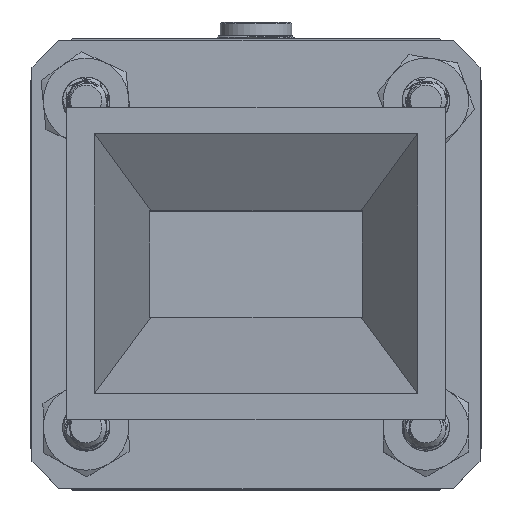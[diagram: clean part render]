
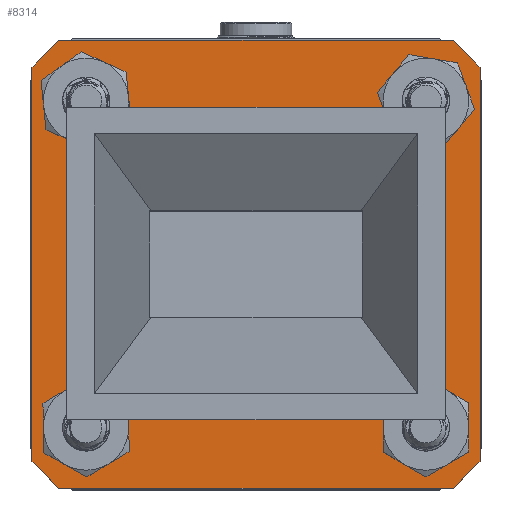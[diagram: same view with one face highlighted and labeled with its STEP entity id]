
A CAD part, top view. The second image highlights one B-rep face of the part: STEP entity #8314.
In plain terms, the highlighted planar face has unit normal (0, 0, 1).
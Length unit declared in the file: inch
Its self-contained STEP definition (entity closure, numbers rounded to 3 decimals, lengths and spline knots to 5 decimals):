
#40 = DIRECTION ( 'NONE',  ( 1., 0., 0. ) ) ;
#61 = ORIENTED_EDGE ( 'NONE', *, *, #22825, .T. ) ;
#291 = DIRECTION ( 'NONE',  ( 1., 0., 0. ) ) ;
#584 = CARTESIAN_POINT ( 'NONE',  ( -0.61615, -0.61615, 1.74409 ) ) ;
#708 = LINE ( 'NONE', #18261, #1911 ) ;
#1351 = EDGE_LOOP ( 'NONE', ( #10873, #2986, #1709, #1750 ) ) ;
#1464 = EDGE_CURVE ( 'NONE', #10530, #2027, #6166, .T. ) ;
#1484 = CARTESIAN_POINT ( 'NONE',  ( 0.65552, 0.57675, 1.74409 ) ) ;
#1604 = CARTESIAN_POINT ( 'NONE',  ( -0.25393, 0.40943, 1.74409 ) ) ;
#1644 = DIRECTION ( 'NONE',  ( 0.707, 0.707, 0. ) ) ;
#1709 = ORIENTED_EDGE ( 'NONE', *, *, #15402, .F. ) ;
#1750 = ORIENTED_EDGE ( 'NONE', *, *, #1464, .F. ) ;
#1911 = VECTOR ( 'NONE', #18153, 39.37008 ) ;
#1932 = LINE ( 'NONE', #17967, #2846 ) ;
#2003 = VECTOR ( 'NONE', #10269, 39.37008 ) ;
#2016 = LINE ( 'NONE', #9110, #10062 ) ;
#2027 = VERTEX_POINT ( 'NONE', #5775 ) ;
#2233 = EDGE_LOOP ( 'NONE', ( #22601 ) ) ;
#2589 = CARTESIAN_POINT ( 'NONE',  ( 0.47795, 0.49724, 1.74409 ) ) ;
#2846 = VECTOR ( 'NONE', #9247, 39.37008 ) ;
#2986 = ORIENTED_EDGE ( 'NONE', *, *, #3661, .F. ) ;
#3105 = LINE ( 'NONE', #13896, #18893 ) ;
#3185 = CARTESIAN_POINT ( 'NONE',  ( 0.00001, 0.40943, 1.74409 ) ) ;
#3491 = EDGE_CURVE ( 'NONE', #8166, #8166, #14608, .T. ) ;
#3661 = EDGE_CURVE ( 'NONE', #21878, #4549, #19101, .T. ) ;
#3950 = FACE_BOUND ( 'NONE', #17907, .T. ) ;
#4170 = FACE_BOUND ( 'NONE', #16968, .T. ) ;
#4294 = DIRECTION ( 'NONE',  ( 1., 0., 0. ) ) ;
#4354 = DIRECTION ( 'NONE',  ( 0., 1., 0. ) ) ;
#4549 = VERTEX_POINT ( 'NONE', #1604 ) ;
#4641 = ORIENTED_EDGE ( 'NONE', *, *, #17004, .T. ) ;
#4746 = EDGE_CURVE ( 'NONE', #9945, #21303, #20374, .T. ) ;
#5444 = EDGE_LOOP ( 'NONE', ( #7901 ) ) ;
#5705 = FACE_BOUND ( 'NONE', #2233, .T. ) ;
#5775 = CARTESIAN_POINT ( 'NONE',  ( 0.25393, -0.40943, 1.74409 ) ) ;
#5818 = FACE_BOUND ( 'NONE', #1351, .T. ) ;
#5829 = DIRECTION ( 'NONE',  ( 1., 0., 0. ) ) ;
#5884 = DIRECTION ( 'NONE',  ( 0., 1., 0. ) ) ;
#5929 = CARTESIAN_POINT ( 'NONE',  ( 0., 0., 1.74409 ) ) ;
#6033 = EDGE_CURVE ( 'NONE', #21915, #6125, #16891, .T. ) ;
#6125 = VERTEX_POINT ( 'NONE', #6789 ) ;
#6166 = LINE ( 'NONE', #20325, #15840 ) ;
#6449 = EDGE_CURVE ( 'NONE', #4549, #10530, #2016, .T. ) ;
#6452 = EDGE_CURVE ( 'NONE', #16754, #16754, #11155, .T. ) ;
#6789 = CARTESIAN_POINT ( 'NONE',  ( 0.57678, -0.65554, 1.74409 ) ) ;
#7090 = VECTOR ( 'NONE', #8073, 39.37008 ) ;
#7163 = ORIENTED_EDGE ( 'NONE', *, *, #3491, .F. ) ;
#7311 = CIRCLE ( 'NONE', #21410, 0.07283 ) ;
#7590 = CARTESIAN_POINT ( 'NONE',  ( -0.61612, 0.61612, 1.74409 ) ) ;
#7765 = EDGE_CURVE ( 'NONE', #9923, #9945, #708, .T. ) ;
#7809 = AXIS2_PLACEMENT_3D ( 'NONE', #22814, #12231, #40 ) ;
#7822 = ORIENTED_EDGE ( 'NONE', *, *, #7765, .T. ) ;
#7901 = ORIENTED_EDGE ( 'NONE', *, *, #20963, .F. ) ;
#8073 = DIRECTION ( 'NONE',  ( 1., 0., 0. ) ) ;
#8166 = VERTEX_POINT ( 'NONE', #20358 ) ;
#8314 = ADVANCED_FACE ( 'NONE', ( #10911, #5705, #4170, #3950, #22050, #5818 ), #14844, .T. ) ;
#8626 = VERTEX_POINT ( 'NONE', #11860 ) ;
#8738 = CARTESIAN_POINT ( 'NONE',  ( 0.61616, -0.61616, 1.74409 ) ) ;
#9110 = CARTESIAN_POINT ( 'NONE',  ( -0.25393, -0.00002, 1.74409 ) ) ;
#9247 = DIRECTION ( 'NONE',  ( 0., -1., 0. ) ) ;
#9346 = CARTESIAN_POINT ( 'NONE',  ( -0.47795, -0.49724, 1.74409 ) ) ;
#9565 = CARTESIAN_POINT ( 'NONE',  ( -0.40512, 0.49724, 1.74409 ) ) ;
#9855 = ORIENTED_EDGE ( 'NONE', *, *, #19840, .T. ) ;
#9923 = VERTEX_POINT ( 'NONE', #1484 ) ;
#9945 = VERTEX_POINT ( 'NONE', #19376 ) ;
#10062 = VECTOR ( 'NONE', #15854, 39.37008 ) ;
#10153 = VECTOR ( 'NONE', #11597, 39.37008 ) ;
#10242 = ORIENTED_EDGE ( 'NONE', *, *, #6452, .F. ) ;
#10269 = DIRECTION ( 'NONE',  ( -1., 0., 0. ) ) ;
#10294 = CARTESIAN_POINT ( 'NONE',  ( -0.25393, -0.40943, 1.74409 ) ) ;
#10530 = VERTEX_POINT ( 'NONE', #10294 ) ;
#10731 = DIRECTION ( 'NONE',  ( -0.707, -0.707, 0. ) ) ;
#10753 = LINE ( 'NONE', #17848, #12736 ) ;
#10873 = ORIENTED_EDGE ( 'NONE', *, *, #6449, .F. ) ;
#10911 = FACE_BOUND ( 'NONE', #5444, .T. ) ;
#11111 = VERTEX_POINT ( 'NONE', #14244 ) ;
#11155 = CIRCLE ( 'NONE', #7809, 0.07283 ) ;
#11571 = EDGE_CURVE ( 'NONE', #8626, #8626, #7311, .T. ) ;
#11597 = DIRECTION ( 'NONE',  ( 0.707, -0.707, 0. ) ) ;
#11638 = ORIENTED_EDGE ( 'NONE', *, *, #6033, .T. ) ;
#11860 = CARTESIAN_POINT ( 'NONE',  ( -0.40512, -0.49724, 1.74409 ) ) ;
#12027 = CIRCLE ( 'NONE', #19092, 0.07283 ) ;
#12231 = DIRECTION ( 'NONE',  ( 0., 0., 1. ) ) ;
#12413 = CARTESIAN_POINT ( 'NONE',  ( 0.65552, -0.5768, 1.74409 ) ) ;
#12736 = VECTOR ( 'NONE', #4354, 39.37008 ) ;
#12770 = VECTOR ( 'NONE', #1644, 39.37008 ) ;
#12789 = ORIENTED_EDGE ( 'NONE', *, *, #4746, .T. ) ;
#13029 = CARTESIAN_POINT ( 'NONE',  ( -0.57676, 0.65549, 1.74409 ) ) ;
#13338 = LINE ( 'NONE', #584, #10153 ) ;
#13541 = CARTESIAN_POINT ( 'NONE',  ( -0.6555, -0.5768, 1.74409 ) ) ;
#13661 = CARTESIAN_POINT ( 'NONE',  ( 0.25393, 0.40943, 1.74409 ) ) ;
#13896 = CARTESIAN_POINT ( 'NONE',  ( 0.25393, -0.00002, 1.74409 ) ) ;
#14088 = DIRECTION ( 'NONE',  ( 1., 0., 0. ) ) ;
#14203 = CARTESIAN_POINT ( 'NONE',  ( 0.47795, -0.49724, 1.74409 ) ) ;
#14244 = CARTESIAN_POINT ( 'NONE',  ( -0.6555, 0.57675, 1.74409 ) ) ;
#14608 = CIRCLE ( 'NONE', #17217, 0.07283 ) ;
#14735 = DIRECTION ( 'NONE',  ( 1., 0., 0. ) ) ;
#14844 = PLANE ( 'NONE',  #17816 ) ;
#15402 = EDGE_CURVE ( 'NONE', #2027, #21878, #3105, .T. ) ;
#15469 = ORIENTED_EDGE ( 'NONE', *, *, #18666, .T. ) ;
#15830 = VERTEX_POINT ( 'NONE', #22897 ) ;
#15840 = VECTOR ( 'NONE', #4294, 39.37008 ) ;
#15854 = DIRECTION ( 'NONE',  ( 0., -1., 0. ) ) ;
#16239 = CARTESIAN_POINT ( 'NONE',  ( 0.65552, 0.65549, 1.74409 ) ) ;
#16433 = DIRECTION ( 'NONE',  ( 0., 0., 1. ) ) ;
#16754 = VERTEX_POINT ( 'NONE', #9565 ) ;
#16888 = DIRECTION ( 'NONE',  ( -1., 0., 0. ) ) ;
#16891 = LINE ( 'NONE', #18874, #7090 ) ;
#16968 = EDGE_LOOP ( 'NONE', ( #10242 ) ) ;
#17004 = EDGE_CURVE ( 'NONE', #11111, #19279, #1932, .T. ) ;
#17208 = LINE ( 'NONE', #8738, #12770 ) ;
#17217 = AXIS2_PLACEMENT_3D ( 'NONE', #2589, #21838, #5829 ) ;
#17625 = VERTEX_POINT ( 'NONE', #12413 ) ;
#17816 = AXIS2_PLACEMENT_3D ( 'NONE', #5929, #18351, #14735 ) ;
#17848 = CARTESIAN_POINT ( 'NONE',  ( 0.65552, -0.65554, 1.74409 ) ) ;
#17907 = EDGE_LOOP ( 'NONE', ( #7163 ) ) ;
#17967 = CARTESIAN_POINT ( 'NONE',  ( -0.6555, 0.65549, 1.74409 ) ) ;
#18153 = DIRECTION ( 'NONE',  ( -0.707, 0.707, 0. ) ) ;
#18261 = CARTESIAN_POINT ( 'NONE',  ( 0.61614, 0.61614, 1.74409 ) ) ;
#18351 = DIRECTION ( 'NONE',  ( 0., 0., 1. ) ) ;
#18666 = EDGE_CURVE ( 'NONE', #19279, #21915, #13338, .T. ) ;
#18769 = VECTOR ( 'NONE', #16888, 39.37008 ) ;
#18770 = ORIENTED_EDGE ( 'NONE', *, *, #21524, .T. ) ;
#18874 = CARTESIAN_POINT ( 'NONE',  ( -0.6555, -0.65554, 1.74409 ) ) ;
#18893 = VECTOR ( 'NONE', #5884, 39.37008 ) ;
#19092 = AXIS2_PLACEMENT_3D ( 'NONE', #14203, #21301, #14088 ) ;
#19101 = LINE ( 'NONE', #3185, #2003 ) ;
#19279 = VERTEX_POINT ( 'NONE', #13541 ) ;
#19376 = CARTESIAN_POINT ( 'NONE',  ( 0.57678, 0.65549, 1.74409 ) ) ;
#19791 = LINE ( 'NONE', #7590, #20230 ) ;
#19840 = EDGE_CURVE ( 'NONE', #17625, #9923, #10753, .T. ) ;
#20230 = VECTOR ( 'NONE', #10731, 39.37008 ) ;
#20325 = CARTESIAN_POINT ( 'NONE',  ( 0.00001, -0.40943, 1.74409 ) ) ;
#20358 = CARTESIAN_POINT ( 'NONE',  ( 0.55079, 0.49724, 1.74409 ) ) ;
#20374 = LINE ( 'NONE', #16239, #18769 ) ;
#20963 = EDGE_CURVE ( 'NONE', #15830, #15830, #12027, .T. ) ;
#21301 = DIRECTION ( 'NONE',  ( 0., 0., 1. ) ) ;
#21303 = VERTEX_POINT ( 'NONE', #13029 ) ;
#21410 = AXIS2_PLACEMENT_3D ( 'NONE', #9346, #16433, #291 ) ;
#21524 = EDGE_CURVE ( 'NONE', #6125, #17625, #17208, .T. ) ;
#21838 = DIRECTION ( 'NONE',  ( 0., 0., 1. ) ) ;
#21878 = VERTEX_POINT ( 'NONE', #13661 ) ;
#21915 = VERTEX_POINT ( 'NONE', #22157 ) ;
#22050 = FACE_OUTER_BOUND ( 'NONE', #22964, .T. ) ;
#22157 = CARTESIAN_POINT ( 'NONE',  ( -0.57676, -0.65554, 1.74409 ) ) ;
#22601 = ORIENTED_EDGE ( 'NONE', *, *, #11571, .F. ) ;
#22814 = CARTESIAN_POINT ( 'NONE',  ( -0.47795, 0.49724, 1.74409 ) ) ;
#22825 = EDGE_CURVE ( 'NONE', #21303, #11111, #19791, .T. ) ;
#22897 = CARTESIAN_POINT ( 'NONE',  ( 0.55079, -0.49724, 1.74409 ) ) ;
#22964 = EDGE_LOOP ( 'NONE', ( #12789, #61, #4641, #15469, #11638, #18770, #9855, #7822 ) ) ;
